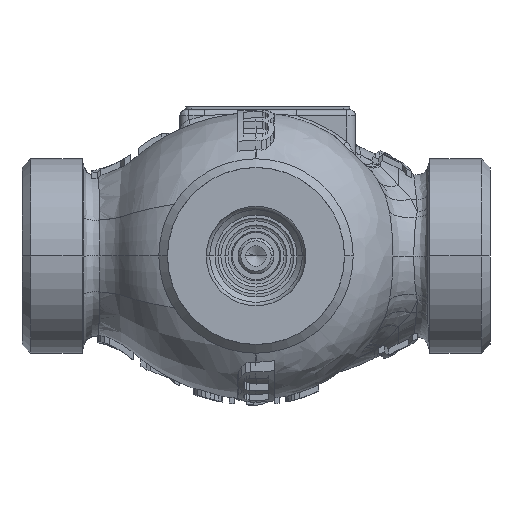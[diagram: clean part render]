
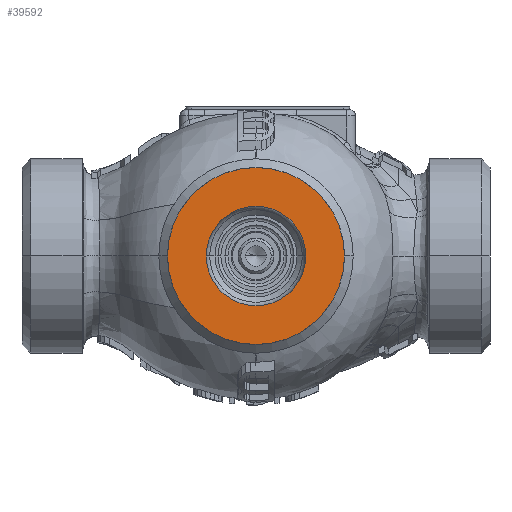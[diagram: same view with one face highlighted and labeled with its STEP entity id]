
A CAD part, front view. The second image highlights one B-rep face of the part: STEP entity #39592.
In plain terms, the highlighted planar face has unit normal (0, -1, 0).
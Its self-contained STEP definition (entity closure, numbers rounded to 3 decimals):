
#10449=CARTESIAN_POINT('',(0.,-39.8,0.));
#10450=DIRECTION('',(0.,1.,0.));
#10451=DIRECTION('',(1.,0.,0.));
#10452=AXIS2_PLACEMENT_3D('',#10449,#10450,#10451);
#10454=CARTESIAN_POINT('',(0.,-39.8,0.));
#10455=DIRECTION('',(0.,-1.,0.));
#10456=DIRECTION('',(1.,0.,0.));
#10457=AXIS2_PLACEMENT_3D('',#10454,#10455,#10456);
#10459=CARTESIAN_POINT('',(0.,-39.8,0.));
#10460=DIRECTION('',(0.,-1.,0.));
#10461=DIRECTION('',(-1.,0.,0.));
#10462=AXIS2_PLACEMENT_3D('',#10459,#10460,#10461);
#10469=CARTESIAN_POINT('',(0.,-39.8,0.));
#10470=DIRECTION('',(0.,-1.,0.));
#10471=DIRECTION('',(1.,0.,0.));
#10472=AXIS2_PLACEMENT_3D('',#10469,#10470,#10471);
#16593=CARTESIAN_POINT('',(15.125,-39.8,0.));
#16595=VERTEX_POINT('',#16593);
#16597=CARTESIAN_POINT('',(-15.125,-39.8,0.));
#16599=VERTEX_POINT('',#16597);
#16600=CARTESIAN_POINT('',(-8.5,-39.8,0.));
#16601=CARTESIAN_POINT('',(8.5,-39.8,0.));
#16602=VERTEX_POINT('',#16600);
#16603=VERTEX_POINT('',#16601);
#39577=CARTESIAN_POINT('',(0.,-39.8,0.));
#39578=DIRECTION('',(0.,-1.,0.));
#39579=DIRECTION('',(-1.,0.,0.));
#39580=AXIS2_PLACEMENT_3D('',#39577,#39578,#39579);
#39581=PLANE('',#39580);
#39582=ORIENTED_EDGE('',*,*,#39559,.T.);
#39583=ORIENTED_EDGE('',*,*,#39570,.F.);
#39584=EDGE_LOOP('',(#39582,#39583));
#39585=FACE_OUTER_BOUND('',#39584,.F.);
#39587=ORIENTED_EDGE('',*,*,#39586,.T.);
#39589=ORIENTED_EDGE('',*,*,#39588,.T.);
#39590=EDGE_LOOP('',(#39587,#39589));
#39591=FACE_BOUND('',#39590,.F.);
#39592=ADVANCED_FACE('',(#39585,#39591),#39581,.T.);
#10453=CIRCLE('',#10452,15.125);
#10458=CIRCLE('',#10457,15.125);
#10463=CIRCLE('',#10462,8.5);
#10473=CIRCLE('',#10472,8.5);
#39559=EDGE_CURVE('',#16595,#16599,#10453,.T.);
#39570=EDGE_CURVE('',#16595,#16599,#10458,.T.);
#39586=EDGE_CURVE('',#16602,#16603,#10463,.T.);
#39588=EDGE_CURVE('',#16603,#16602,#10473,.T.);
